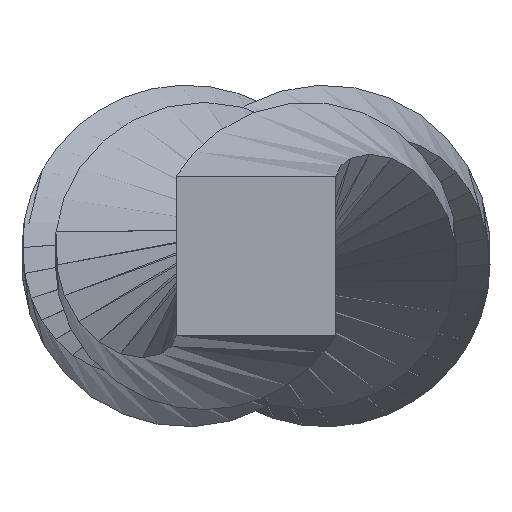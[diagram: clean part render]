
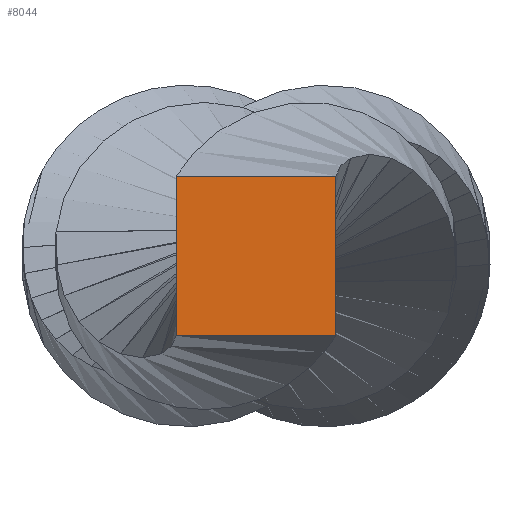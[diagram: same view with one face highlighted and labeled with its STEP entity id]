
A CAD part, front view. The second image highlights one B-rep face of the part: STEP entity #8044.
In plain terms, the highlighted planar face has unit normal (0, -1, 0).
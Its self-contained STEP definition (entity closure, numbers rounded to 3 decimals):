
#171 = VERTEX_POINT ( 'NONE', #9892 ) ;
#185 = CARTESIAN_POINT ( 'NONE',  ( 6., -450., 6. ) ) ;
#491 = EDGE_LOOP ( 'NONE', ( #3698, #5521, #996, #12744 ) ) ;
#996 = ORIENTED_EDGE ( 'NONE', *, *, #4131, .T. ) ;
#3104 = VECTOR ( 'NONE', #11773, 1000. ) ;
#3562 = LINE ( 'NONE', #10730, #3104 ) ;
#3692 = CARTESIAN_POINT ( 'NONE',  ( 0., -450., 0. ) ) ;
#3698 = ORIENTED_EDGE ( 'NONE', *, *, #11921, .T. ) ;
#4131 = EDGE_CURVE ( 'NONE', #12947, #10270, #3562, .T. ) ;
#4943 = CARTESIAN_POINT ( 'NONE',  ( 6., -450., -6. ) ) ;
#5521 = ORIENTED_EDGE ( 'NONE', *, *, #9199, .T. ) ;
#6009 = VECTOR ( 'NONE', #8676, 1000. ) ;
#6522 = PLANE ( 'NONE',  #12962 ) ;
#6949 = DIRECTION ( 'NONE',  ( 0., 0., 1. ) ) ;
#7983 = VERTEX_POINT ( 'NONE', #8511 ) ;
#8044 = ADVANCED_FACE ( 'NONE', ( #11197 ), #6522, .T. ) ;
#8511 = CARTESIAN_POINT ( 'NONE',  ( 6., -450., -6. ) ) ;
#8545 = LINE ( 'NONE', #4943, #11165 ) ;
#8676 = DIRECTION ( 'NONE',  ( 0., 0., -1. ) ) ;
#8724 = CARTESIAN_POINT ( 'NONE',  ( -6., -450., 6. ) ) ;
#8822 = DIRECTION ( 'NONE',  ( 0., 0., -1. ) ) ;
#8995 = LINE ( 'NONE', #8724, #6009 ) ;
#9199 = EDGE_CURVE ( 'NONE', #7983, #12947, #8545, .T. ) ;
#9439 = CARTESIAN_POINT ( 'NONE',  ( -6., -450., -6. ) ) ;
#9892 = CARTESIAN_POINT ( 'NONE',  ( -6., -450., -6. ) ) ;
#10270 = VERTEX_POINT ( 'NONE', #11931 ) ;
#10730 = CARTESIAN_POINT ( 'NONE',  ( 6., -450., 6. ) ) ;
#10848 = LINE ( 'NONE', #9439, #11298 ) ;
#11165 = VECTOR ( 'NONE', #6949, 1000. ) ;
#11197 = FACE_OUTER_BOUND ( 'NONE', #491, .T. ) ;
#11298 = VECTOR ( 'NONE', #11419, 1000. ) ;
#11419 = DIRECTION ( 'NONE',  ( 1., 0., 0. ) ) ;
#11773 = DIRECTION ( 'NONE',  ( -1., 0., 0. ) ) ;
#11921 = EDGE_CURVE ( 'NONE', #171, #7983, #10848, .T. ) ;
#11931 = CARTESIAN_POINT ( 'NONE',  ( -6., -450., 6. ) ) ;
#12106 = EDGE_CURVE ( 'NONE', #10270, #171, #8995, .T. ) ;
#12744 = ORIENTED_EDGE ( 'NONE', *, *, #12106, .T. ) ;
#12779 = DIRECTION ( 'NONE',  ( 0., -1., 0. ) ) ;
#12947 = VERTEX_POINT ( 'NONE', #185 ) ;
#12962 = AXIS2_PLACEMENT_3D ( 'NONE', #3692, #12779, #8822 ) ;
